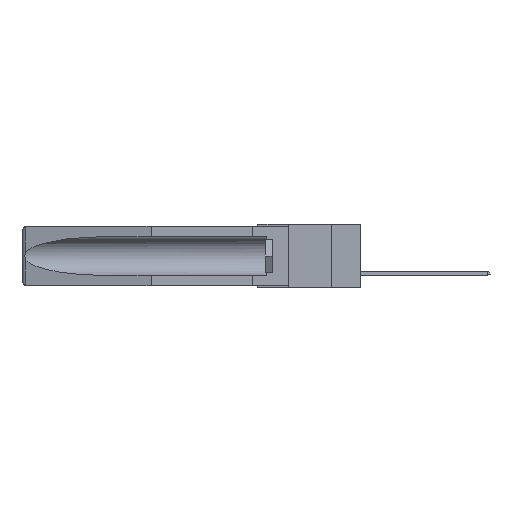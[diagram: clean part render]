
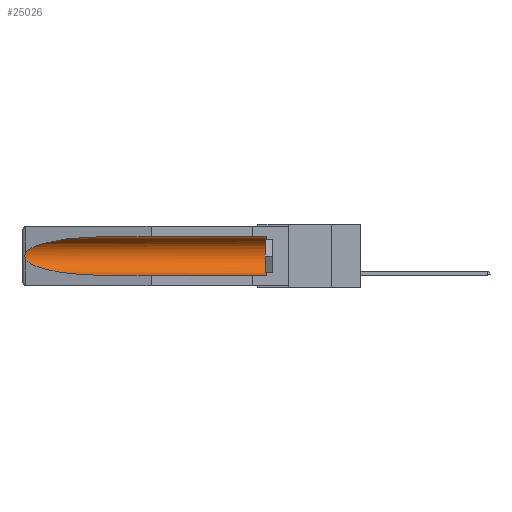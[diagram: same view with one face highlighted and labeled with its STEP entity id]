
A CAD part, left-side view. The second image highlights one B-rep face of the part: STEP entity #25026.
In plain terms, the highlighted cylindrical face has radius 2.857 mm (diameter 5.715 mm), a partial arc.
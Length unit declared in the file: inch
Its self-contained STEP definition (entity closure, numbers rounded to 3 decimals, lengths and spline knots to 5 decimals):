
#78 = CARTESIAN_POINT ( 'NONE',  ( 0.21114, 1.30732, -0.059 ) ) ;
#100 = CARTESIAN_POINT ( 'NONE',  ( 0.155, 0.126, -0.059 ) ) ;
#256 = CARTESIAN_POINT ( 'NONE',  ( 0.155, 1.07973, -0.059 ) ) ;
#450 = CARTESIAN_POINT ( 'NONE',  ( 0.2673, 1.5327, -0.16383 ) ) ;
#618 = CARTESIAN_POINT ( 'NONE',  ( 0.25451, 1.48313, -0.24835 ) ) ;
#772 = CARTESIAN_POINT ( 'NONE',  ( 0.26537, 1.52718, -0.19328 ) ) ;
#792 = ORIENTED_EDGE ( 'NONE', *, *, #9617, .T. ) ;
#804 = EDGE_CURVE ( 'NONE', #24862, #24697, #18894, .T. ) ;
#1681 =( BOUNDED_CURVE ( )  B_SPLINE_CURVE ( 3, ( #256, #78, #2199, #2034 ),
 .UNSPECIFIED., .F., .F. ) 
 B_SPLINE_CURVE_WITH_KNOTS ( ( 4, 4 ),
 ( 4.71239, 6.08839 ),
 .UNSPECIFIED. ) 
 CURVE ( )  GEOMETRIC_REPRESENTATION_ITEM ( )  RATIONAL_B_SPLINE_CURVE ( ( 1., 0.848, 0.848, 1. ) ) 
 REPRESENTATION_ITEM ( '' )  );
#2006 = VERTEX_POINT ( 'NONE', #20602 ) ;
#2034 = CARTESIAN_POINT ( 'NONE',  ( 0.26537, 1.52718, -0.14972 ) ) ;
#2199 = CARTESIAN_POINT ( 'NONE',  ( 0.25451, 1.48313, -0.09465 ) ) ;
#2224 = CARTESIAN_POINT ( 'NONE',  ( 0.26655, 1.53094, -0.18657 ) ) ;
#2395 = CARTESIAN_POINT ( 'NONE',  ( 0.2675, 1.53308, -0.17534 ) ) ;
#2678 = EDGE_LOOP ( 'NONE', ( #10589, #2994, #17317, #20256, #12642, #792 ) ) ;
#2860 = LINE ( 'NONE', #8580, #24172 ) ;
#2994 = ORIENTED_EDGE ( 'NONE', *, *, #10515, .T. ) ;
#3631 = DIRECTION ( 'NONE',  ( 0., 0., 1. ) ) ;
#5648 = CARTESIAN_POINT ( 'NONE',  ( 0.155, -0.30754, -0.1715 ) ) ;
#6541 = VERTEX_POINT ( 'NONE', #13276 ) ;
#7664 = DIRECTION ( 'NONE',  ( 0., 1., 0. ) ) ;
#8243 = CYLINDRICAL_SURFACE ( 'NONE', #10449, 0.1125 ) ;
#8557 = VECTOR ( 'NONE', #7664, 39.37008 ) ;
#8580 = CARTESIAN_POINT ( 'NONE',  ( 0.155, -0.30754, -0.059 ) ) ;
#8660 = CARTESIAN_POINT ( 'NONE',  ( 0.26597, 1.52961, -0.15275 ) ) ;
#9217 = VERTEX_POINT ( 'NONE', #100 ) ;
#9497 = DIRECTION ( 'NONE',  ( 0., 1., 0. ) ) ;
#9617 = EDGE_CURVE ( 'NONE', #9217, #6541, #2860, .T. ) ;
#10449 = AXIS2_PLACEMENT_3D ( 'NONE', #5648, #9497, #3631 ) ;
#10515 = EDGE_CURVE ( 'NONE', #12717, #2006, #10729, .T. ) ;
#10562 = CARTESIAN_POINT ( 'NONE',  ( 0.26537, 1.52718, -0.14972 ) ) ;
#10589 = ORIENTED_EDGE ( 'NONE', *, *, #13071, .T. ) ;
#10652 = CARTESIAN_POINT ( 'NONE',  ( 0.26597, 1.5296, -0.19026 ) ) ;
#10729 = B_SPLINE_CURVE_WITH_KNOTS ( 'NONE', 3,
 ( #10562, #8660, #22291, #450, #23568, #2395, #13884, #2224, #10652, #15853 ),
 .UNSPECIFIED., .F., .F.,
 ( 4, 2, 2, 2, 4 ),
 ( 0., 0.00029, 0.00058, 0.00087, 0.00117 ),
 .UNSPECIFIED. ) ;
#11526 =( BOUNDED_CURVE ( )  B_SPLINE_CURVE ( 3, ( #772, #618, #14215, #18256 ),
 .UNSPECIFIED., .F., .F. ) 
 B_SPLINE_CURVE_WITH_KNOTS ( ( 4, 4 ),
 ( 0.1948, 1.5708 ),
 .UNSPECIFIED. ) 
 CURVE ( )  GEOMETRIC_REPRESENTATION_ITEM ( )  RATIONAL_B_SPLINE_CURVE ( ( 1., 0.848, 0.848, 1. ) ) 
 REPRESENTATION_ITEM ( '' )  );
#11648 = DIRECTION ( 'NONE',  ( 0., 0., 1. ) ) ;
#12642 = ORIENTED_EDGE ( 'NONE', *, *, #25000, .T. ) ;
#12717 = VERTEX_POINT ( 'NONE', #23759 ) ;
#13071 = EDGE_CURVE ( 'NONE', #6541, #12717, #1681, .T. ) ;
#13276 = CARTESIAN_POINT ( 'NONE',  ( 0.155, 1.07973, -0.059 ) ) ;
#13499 = DIRECTION ( 'NONE',  ( 0., -1., 0. ) ) ;
#13884 = CARTESIAN_POINT ( 'NONE',  ( 0.2673, 1.53269, -0.17917 ) ) ;
#14215 = CARTESIAN_POINT ( 'NONE',  ( 0.21114, 1.30732, -0.284 ) ) ;
#15366 = CARTESIAN_POINT ( 'NONE',  ( 0.155, -0.30754, -0.284 ) ) ;
#15853 = CARTESIAN_POINT ( 'NONE',  ( 0.26537, 1.52718, -0.19328 ) ) ;
#16648 = DIRECTION ( 'NONE',  ( 0., 1., 0. ) ) ;
#17317 = ORIENTED_EDGE ( 'NONE', *, *, #21410, .T. ) ;
#18256 = CARTESIAN_POINT ( 'NONE',  ( 0.155, 1.07973, -0.284 ) ) ;
#18730 = AXIS2_PLACEMENT_3D ( 'NONE', #23276, #13499, #11648 ) ;
#18894 = LINE ( 'NONE', #15366, #8557 ) ;
#20256 = ORIENTED_EDGE ( 'NONE', *, *, #804, .F. ) ;
#20602 = CARTESIAN_POINT ( 'NONE',  ( 0.26537, 1.52718, -0.19328 ) ) ;
#21000 = CARTESIAN_POINT ( 'NONE',  ( 0.155, 0.126, -0.284 ) ) ;
#21410 = EDGE_CURVE ( 'NONE', #2006, #24697, #11526, .T. ) ;
#21910 = CIRCLE ( 'NONE', #18730, 0.1125 ) ;
#22031 = FACE_OUTER_BOUND ( 'NONE', #2678, .T. ) ;
#22291 = CARTESIAN_POINT ( 'NONE',  ( 0.26654, 1.53092, -0.15636 ) ) ;
#23276 = CARTESIAN_POINT ( 'NONE',  ( 0.155, 0.126, -0.1715 ) ) ;
#23568 = CARTESIAN_POINT ( 'NONE',  ( 0.2675, 1.53308, -0.16763 ) ) ;
#23759 = CARTESIAN_POINT ( 'NONE',  ( 0.26537, 1.52718, -0.14972 ) ) ;
#24172 = VECTOR ( 'NONE', #16648, 39.37008 ) ;
#24386 = CARTESIAN_POINT ( 'NONE',  ( 0.155, 1.07973, -0.284 ) ) ;
#24697 = VERTEX_POINT ( 'NONE', #24386 ) ;
#24862 = VERTEX_POINT ( 'NONE', #21000 ) ;
#25000 = EDGE_CURVE ( 'NONE', #24862, #9217, #21910, .T. ) ;
#25026 = ADVANCED_FACE ( 'NONE', ( #22031 ), #8243, .F. ) ;
